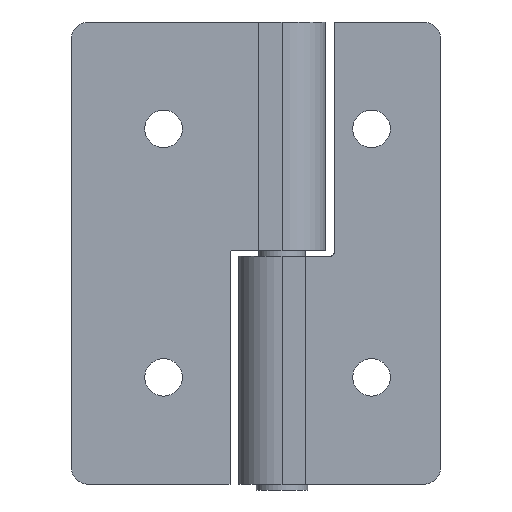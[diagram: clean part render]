
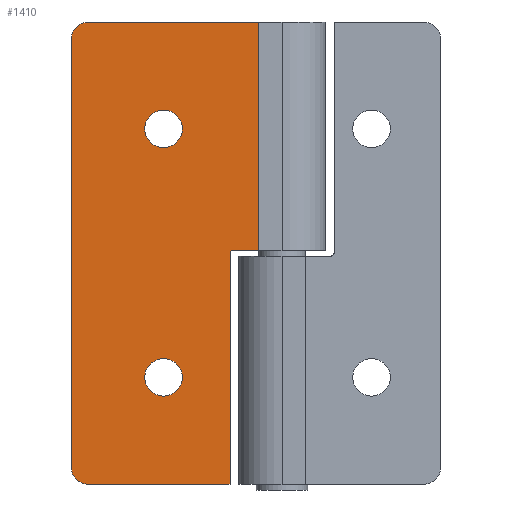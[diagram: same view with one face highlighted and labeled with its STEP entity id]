
A CAD part, front view. The second image highlights one B-rep face of the part: STEP entity #1410.
In plain terms, the highlighted planar face has unit normal (0, -1, 0).
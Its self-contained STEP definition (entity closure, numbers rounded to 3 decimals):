
#15 = EDGE_CURVE ( 'NONE', #895, #562, #808, .T. ) ;
#58 = VECTOR ( 'NONE', #2645, 1000. ) ;
#144 = FACE_OUTER_BOUND ( 'NONE', #3344, .T. ) ;
#155 = ORIENTED_EDGE ( 'NONE', *, *, #186, .T. ) ;
#172 = EDGE_CURVE ( 'NONE', #562, #895, #748, .T. ) ;
#186 = EDGE_CURVE ( 'NONE', #1756, #1505, #1987, .T. ) ;
#217 = ORIENTED_EDGE ( 'NONE', *, *, #3231, .F. ) ;
#233 = CARTESIAN_POINT ( 'NONE',  ( -17.25, -8.1, 21.5 ) ) ;
#243 = LINE ( 'NONE', #3295, #2202 ) ;
#271 = CARTESIAN_POINT ( 'NONE',  ( -9., -8.1, -40. ) ) ;
#322 = FACE_BOUND ( 'NONE', #796, .T. ) ;
#325 = VECTOR ( 'NONE', #2566, 1000. ) ;
#419 = AXIS2_PLACEMENT_3D ( 'NONE', #2308, #1952, #1607 ) ;
#444 = DIRECTION ( 'NONE',  ( 1., 0., 0. ) ) ;
#451 = AXIS2_PLACEMENT_3D ( 'NONE', #3016, #2653, #2324 ) ;
#518 = VECTOR ( 'NONE', #3056, 1000. ) ;
#532 = EDGE_CURVE ( 'NONE', #1473, #1241, #1783, .T. ) ;
#562 = VERTEX_POINT ( 'NONE', #1330 ) ;
#588 = VECTOR ( 'NONE', #963, 1000. ) ;
#621 = CIRCLE ( 'NONE', #1259, 3. ) ;
#654 = PLANE ( 'NONE',  #419 ) ;
#748 = CIRCLE ( 'NONE', #2201, 3.25 ) ;
#796 = EDGE_LOOP ( 'NONE', ( #1595, #2978 ) ) ;
#803 = CARTESIAN_POINT ( 'NONE',  ( -4., -8.1, 0.5 ) ) ;
#806 = ORIENTED_EDGE ( 'NONE', *, *, #1189, .T. ) ;
#808 = CIRCLE ( 'NONE', #1185, 3.25 ) ;
#895 = VERTEX_POINT ( 'NONE', #1313 ) ;
#963 = DIRECTION ( 'NONE',  ( 0., 0., 1. ) ) ;
#1040 = CIRCLE ( 'NONE', #1141, 3.25 ) ;
#1141 = AXIS2_PLACEMENT_3D ( 'NONE', #2804, #2459, #2107 ) ;
#1151 = LINE ( 'NONE', #803, #1297 ) ;
#1185 = AXIS2_PLACEMENT_3D ( 'NONE', #2833, #2134, #1790 ) ;
#1189 = EDGE_CURVE ( 'NONE', #1505, #2670, #1798, .T. ) ;
#1198 = DIRECTION ( 'NONE',  ( -1., 0., 0. ) ) ;
#1227 = EDGE_CURVE ( 'NONE', #2670, #2376, #1151, .T. ) ;
#1241 = VERTEX_POINT ( 'NONE', #3063 ) ;
#1259 = AXIS2_PLACEMENT_3D ( 'NONE', #1882, #1544, #1198 ) ;
#1297 = VECTOR ( 'NONE', #444, 1000. ) ;
#1313 = CARTESIAN_POINT ( 'NONE',  ( -17.25, -8.1, -21.5 ) ) ;
#1320 = CARTESIAN_POINT ( 'NONE',  ( -9., -8.1, -40. ) ) ;
#1330 = CARTESIAN_POINT ( 'NONE',  ( -23.75, -8.1, -21.5 ) ) ;
#1353 = ORIENTED_EDGE ( 'NONE', *, *, #532, .T. ) ;
#1380 = ORIENTED_EDGE ( 'NONE', *, *, #1887, .T. ) ;
#1386 = EDGE_LOOP ( 'NONE', ( #2273, #2158 ) ) ;
#1402 = EDGE_CURVE ( 'NONE', #2120, #2185, #3355, .T. ) ;
#1410 = ADVANCED_FACE ( 'NONE', ( #2749, #144, #322 ), #654, .F. ) ;
#1473 = VERTEX_POINT ( 'NONE', #2136 ) ;
#1505 = VERTEX_POINT ( 'NONE', #2660 ) ;
#1518 = VERTEX_POINT ( 'NONE', #233 ) ;
#1522 = CARTESIAN_POINT ( 'NONE',  ( -8.5, -8.1, 0.5 ) ) ;
#1544 = DIRECTION ( 'NONE',  ( 0., -1., 0. ) ) ;
#1595 = ORIENTED_EDGE ( 'NONE', *, *, #172, .F. ) ;
#1607 = DIRECTION ( 'NONE',  ( -1., 0., 0. ) ) ;
#1620 = CARTESIAN_POINT ( 'NONE',  ( -33.5, -8.1, 40. ) ) ;
#1719 = AXIS2_PLACEMENT_3D ( 'NONE', #2869, #2521, #2164 ) ;
#1756 = VERTEX_POINT ( 'NONE', #271 ) ;
#1783 = CIRCLE ( 'NONE', #1719, 3. ) ;
#1787 = CARTESIAN_POINT ( 'NONE',  ( -4., -8.1, 40. ) ) ;
#1790 = DIRECTION ( 'NONE',  ( -1., 0., 0. ) ) ;
#1798 = CIRCLE ( 'NONE', #2477, 0.5 ) ;
#1860 = ORIENTED_EDGE ( 'NONE', *, *, #1227, .T. ) ;
#1870 = CARTESIAN_POINT ( 'NONE',  ( -4., -8.1, 40. ) ) ;
#1878 = EDGE_CURVE ( 'NONE', #3179, #1473, #3264, .T. ) ;
#1882 = CARTESIAN_POINT ( 'NONE',  ( -33.5, -8.1, 37. ) ) ;
#1887 = EDGE_CURVE ( 'NONE', #2376, #2120, #2216, .T. ) ;
#1952 = DIRECTION ( 'NONE',  ( 0., 1., 0. ) ) ;
#1987 = LINE ( 'NONE', #1320, #588 ) ;
#2062 = CARTESIAN_POINT ( 'NONE',  ( -36.5, -8.1, 37. ) ) ;
#2107 = DIRECTION ( 'NONE',  ( -1., 0., 0. ) ) ;
#2120 = VERTEX_POINT ( 'NONE', #1787 ) ;
#2134 = DIRECTION ( 'NONE',  ( 0., -1., 0. ) ) ;
#2136 = CARTESIAN_POINT ( 'NONE',  ( -36.5, -8.1, -37. ) ) ;
#2158 = ORIENTED_EDGE ( 'NONE', *, *, #3090, .T. ) ;
#2164 = DIRECTION ( 'NONE',  ( -1., 0., 0. ) ) ;
#2185 = VERTEX_POINT ( 'NONE', #1620 ) ;
#2201 = AXIS2_PLACEMENT_3D ( 'NONE', #3038, #2675, #2345 ) ;
#2202 = VECTOR ( 'NONE', #2948, 1000. ) ;
#2216 = LINE ( 'NONE', #1870, #518 ) ;
#2265 = DIRECTION ( 'NONE',  ( -1., 0., 0. ) ) ;
#2273 = ORIENTED_EDGE ( 'NONE', *, *, #2890, .T. ) ;
#2308 = CARTESIAN_POINT ( 'NONE',  ( 0., -8.1, 0. ) ) ;
#2324 = DIRECTION ( 'NONE',  ( -1., 0., 0. ) ) ;
#2345 = DIRECTION ( 'NONE',  ( -1., 0., 0. ) ) ;
#2376 = VERTEX_POINT ( 'NONE', #2598 ) ;
#2459 = DIRECTION ( 'NONE',  ( 0., 1., 0. ) ) ;
#2477 = AXIS2_PLACEMENT_3D ( 'NONE', #2959, #2605, #2265 ) ;
#2478 = ORIENTED_EDGE ( 'NONE', *, *, #1878, .T. ) ;
#2521 = DIRECTION ( 'NONE',  ( 0., -1., 0. ) ) ;
#2566 = DIRECTION ( 'NONE',  ( 0., 0., -1. ) ) ;
#2598 = CARTESIAN_POINT ( 'NONE',  ( -4., -8.1, 0.5 ) ) ;
#2605 = DIRECTION ( 'NONE',  ( 0., 1., 0. ) ) ;
#2628 = CIRCLE ( 'NONE', #451, 3.25 ) ;
#2645 = DIRECTION ( 'NONE',  ( -1., 0., 0. ) ) ;
#2653 = DIRECTION ( 'NONE',  ( 0., 1., 0. ) ) ;
#2660 = CARTESIAN_POINT ( 'NONE',  ( -9., -8.1, 0. ) ) ;
#2670 = VERTEX_POINT ( 'NONE', #1522 ) ;
#2675 = DIRECTION ( 'NONE',  ( 0., -1., 0. ) ) ;
#2749 = FACE_BOUND ( 'NONE', #1386, .T. ) ;
#2804 = CARTESIAN_POINT ( 'NONE',  ( -20.5, -8.1, 21.5 ) ) ;
#2833 = CARTESIAN_POINT ( 'NONE',  ( -20.5, -8.1, -21.5 ) ) ;
#2869 = CARTESIAN_POINT ( 'NONE',  ( -33.5, -8.1, -37. ) ) ;
#2890 = EDGE_CURVE ( 'NONE', #3109, #1518, #1040, .T. ) ;
#2913 = ORIENTED_EDGE ( 'NONE', *, *, #1402, .T. ) ;
#2918 = CARTESIAN_POINT ( 'NONE',  ( -36.5, -8.1, 0.5 ) ) ;
#2948 = DIRECTION ( 'NONE',  ( -1., 0., 0. ) ) ;
#2959 = CARTESIAN_POINT ( 'NONE',  ( -8.5, -8.1, 0. ) ) ;
#2978 = ORIENTED_EDGE ( 'NONE', *, *, #15, .F. ) ;
#3007 = CARTESIAN_POINT ( 'NONE',  ( -36.5, -8.1, 40. ) ) ;
#3016 = CARTESIAN_POINT ( 'NONE',  ( -20.5, -8.1, 21.5 ) ) ;
#3038 = CARTESIAN_POINT ( 'NONE',  ( -20.5, -8.1, -21.5 ) ) ;
#3056 = DIRECTION ( 'NONE',  ( 0., 0., 1. ) ) ;
#3063 = CARTESIAN_POINT ( 'NONE',  ( -33.5, -8.1, -40. ) ) ;
#3066 = ORIENTED_EDGE ( 'NONE', *, *, #3137, .T. ) ;
#3090 = EDGE_CURVE ( 'NONE', #1518, #3109, #2628, .T. ) ;
#3109 = VERTEX_POINT ( 'NONE', #3278 ) ;
#3137 = EDGE_CURVE ( 'NONE', #2185, #3179, #621, .T. ) ;
#3179 = VERTEX_POINT ( 'NONE', #2062 ) ;
#3231 = EDGE_CURVE ( 'NONE', #1756, #1241, #243, .T. ) ;
#3264 = LINE ( 'NONE', #2918, #325 ) ;
#3278 = CARTESIAN_POINT ( 'NONE',  ( -23.75, -8.1, 21.5 ) ) ;
#3295 = CARTESIAN_POINT ( 'NONE',  ( -36.5, -8.1, -40. ) ) ;
#3344 = EDGE_LOOP ( 'NONE', ( #2913, #3066, #2478, #1353, #217, #155, #806, #1860, #1380 ) ) ;
#3355 = LINE ( 'NONE', #3007, #58 ) ;
